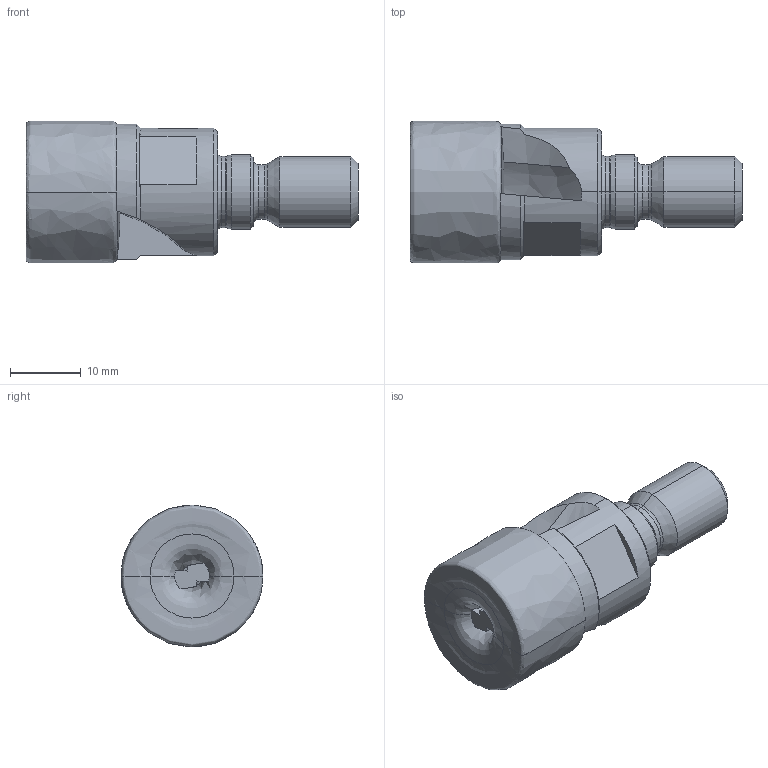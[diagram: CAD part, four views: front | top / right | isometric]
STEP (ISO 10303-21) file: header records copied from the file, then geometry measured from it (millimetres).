
FILE_DESCRIPTION (( 'STEP AP214' ), '1' );
FILE_NAME ('ESF-20-M10-77-2.STEP', '2012-11-09T12:32:33', ( '' ), ( '' ), 'SwSTEP 2.0', 'SolidWorks 2012', '' );
FILE_SCHEMA (( 'AUTOMOTIVE_DESIGN' ));
Length unit declared in the file: millimetre
Products named in the file (1): ESF-20-M10-77-2
Bounding box: 46.8 x 20 x 20 mm (x, y, z)
Volume: 8124.7 mm3; surface area: 3502.9 mm2
Topology: 1 solids, 1 shells, 95 faces, 264 edges, 166 vertices
Faces by surface type: plane 30, cylinder 29, cone 18, bspline 10, torus 8
Entity records: 4213 total; most frequent: CARTESIAN_POINT 1856, ORIENTED_EDGE 528, DIRECTION 421, EDGE_CURVE 264, AXIS2_PLACEMENT_3D 173, VERTEX_POINT 166, EDGE_LOOP 98, FACE_OUTER_BOUND 95
